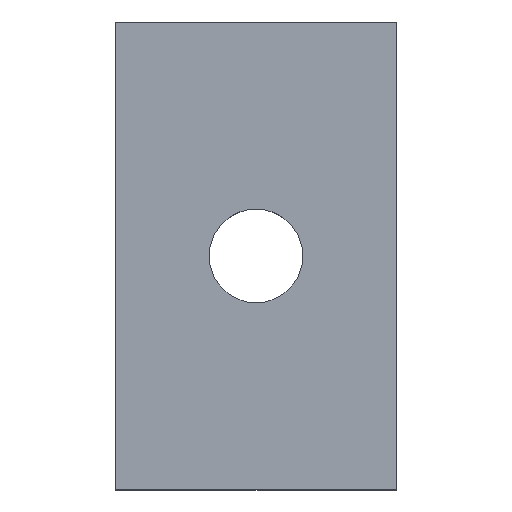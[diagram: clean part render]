
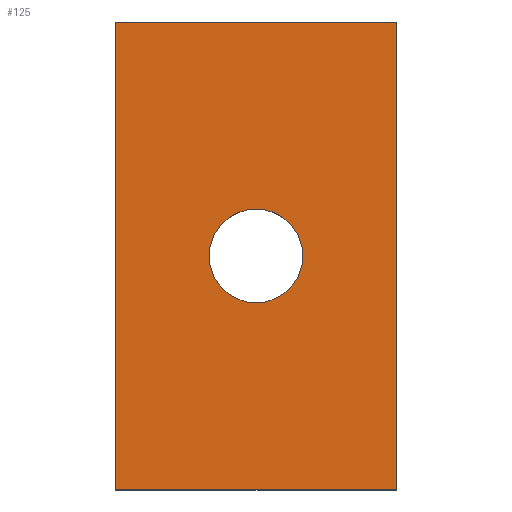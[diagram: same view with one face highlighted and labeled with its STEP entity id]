
A CAD part, top view. The second image highlights one B-rep face of the part: STEP entity #125.
In plain terms, the highlighted planar face has unit normal (0, 0, 1).
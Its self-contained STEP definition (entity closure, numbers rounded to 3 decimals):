
#16=FACE_BOUND('',#30,.T.);
#18=CIRCLE('',#147,5.);
#22=FACE_OUTER_BOUND('',#29,.T.);
#29=EDGE_LOOP('',(#95,#96,#97,#98));
#30=EDGE_LOOP('',(#99));
#38=LINE('',#194,#51);
#41=LINE('',#200,#54);
#43=LINE('',#204,#56);
#44=LINE('',#205,#57);
#51=VECTOR('',#159,10.);
#54=VECTOR('',#164,10.);
#56=VECTOR('',#168,10.);
#57=VECTOR('',#169,10.);
#64=VERTEX_POINT('',#191);
#65=VERTEX_POINT('',#193);
#67=VERTEX_POINT('',#199);
#68=VERTEX_POINT('',#203);
#69=VERTEX_POINT('',#206);
#74=EDGE_CURVE('',#64,#65,#38,.T.);
#77=EDGE_CURVE('',#65,#67,#41,.T.);
#79=EDGE_CURVE('',#68,#64,#43,.T.);
#80=EDGE_CURVE('',#67,#68,#44,.T.);
#81=EDGE_CURVE('',#69,#69,#18,.T.);
#95=ORIENTED_EDGE('',*,*,#79,.F.);
#96=ORIENTED_EDGE('',*,*,#80,.F.);
#97=ORIENTED_EDGE('',*,*,#77,.F.);
#98=ORIENTED_EDGE('',*,*,#74,.F.);
#99=ORIENTED_EDGE('',*,*,#81,.T.);
#119=PLANE('',#146);
#125=ADVANCED_FACE('',(#22,#16),#119,.T.);
#146=AXIS2_PLACEMENT_3D('',#202,#166,#167);
#147=AXIS2_PLACEMENT_3D('',#207,#170,#171);
#159=DIRECTION('',(1.,0.,0.));
#164=DIRECTION('',(0.,-1.,0.));
#166=DIRECTION('center_axis',(0.,0.,1.));
#167=DIRECTION('ref_axis',(1.,0.,0.));
#168=DIRECTION('',(0.,1.,0.));
#169=DIRECTION('',(-1.,0.,0.));
#170=DIRECTION('center_axis',(0.,0.,-1.));
#171=DIRECTION('ref_axis',(1.,0.,0.));
#191=CARTESIAN_POINT('',(-30.,25.,88.));
#193=CARTESIAN_POINT('',(0.,25.,88.));
#194=CARTESIAN_POINT('',(-30.,25.,88.));
#199=CARTESIAN_POINT('',(0.,-25.,88.));
#200=CARTESIAN_POINT('',(0.,0.,88.));
#202=CARTESIAN_POINT('Origin',(-30.,0.,88.));
#203=CARTESIAN_POINT('',(-30.,-25.,88.));
#204=CARTESIAN_POINT('',(-30.,0.,88.));
#205=CARTESIAN_POINT('',(-30.,-25.,88.));
#206=CARTESIAN_POINT('',(-20.,0.,88.));
#207=CARTESIAN_POINT('Origin',(-15.,0.,88.));
